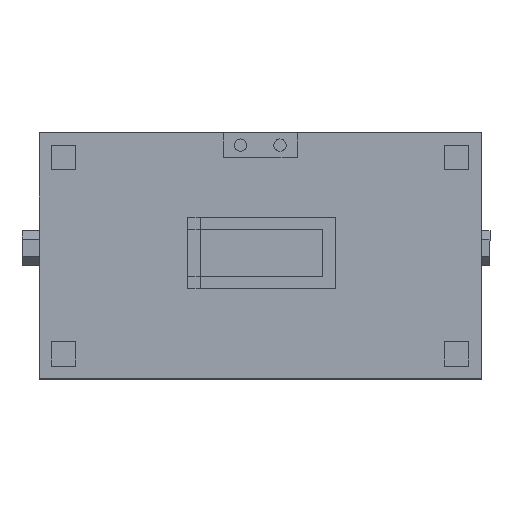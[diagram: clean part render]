
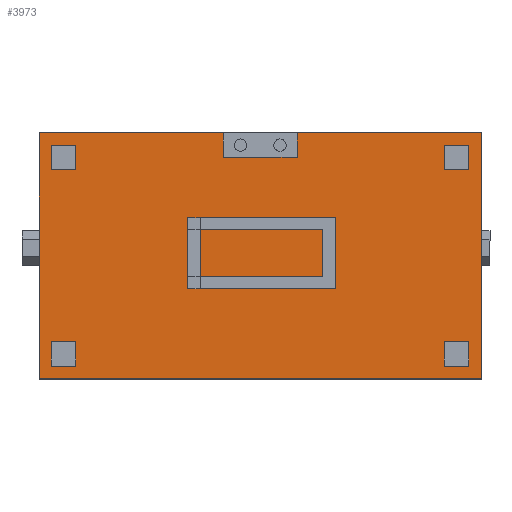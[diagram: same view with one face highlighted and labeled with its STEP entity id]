
A CAD part, top view. The second image highlights one B-rep face of the part: STEP entity #3973.
In plain terms, the highlighted planar face has unit normal (0, 0, 1).
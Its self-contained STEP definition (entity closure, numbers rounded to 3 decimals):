
#114=FACE_BOUND('',#523,.T.);
#115=FACE_BOUND('',#524,.T.);
#116=FACE_BOUND('',#525,.T.);
#117=FACE_BOUND('',#526,.T.);
#118=FACE_BOUND('',#527,.T.);
#273=FACE_OUTER_BOUND('',#522,.T.);
#522=EDGE_LOOP('',(#3185,#3186,#3187,#3188,#3189,#3190,#3191,#3192));
#523=EDGE_LOOP('',(#3193,#3194,#3195,#3196,#3197,#3198,#3199,#3200));
#524=EDGE_LOOP('',(#3201,#3202,#3203,#3204));
#525=EDGE_LOOP('',(#3205,#3206,#3207,#3208));
#526=EDGE_LOOP('',(#3209,#3210,#3211,#3212));
#527=EDGE_LOOP('',(#3213,#3214,#3215,#3216));
#839=LINE('',#5824,#1345);
#870=LINE('',#5883,#1376);
#874=LINE('',#5890,#1380);
#876=LINE('',#5895,#1382);
#881=LINE('',#5903,#1387);
#882=LINE('',#5906,#1388);
#885=LINE('',#5912,#1391);
#888=LINE('',#5917,#1394);
#893=LINE('',#5939,#1399);
#897=LINE('',#5947,#1403);
#900=LINE('',#5953,#1406);
#906=LINE('',#5966,#1412);
#909=LINE('',#5972,#1415);
#912=LINE('',#5978,#1418);
#915=LINE('',#5982,#1421);
#918=LINE('',#5990,#1424);
#921=LINE('',#5996,#1427);
#924=LINE('',#6002,#1430);
#927=LINE('',#6006,#1433);
#930=LINE('',#6014,#1436);
#933=LINE('',#6020,#1439);
#936=LINE('',#6026,#1442);
#939=LINE('',#6030,#1445);
#942=LINE('',#6038,#1448);
#945=LINE('',#6044,#1451);
#948=LINE('',#6050,#1454);
#951=LINE('',#6054,#1457);
#954=LINE('',#6062,#1460);
#957=LINE('',#6067,#1463);
#958=LINE('',#6069,#1464);
#961=LINE('',#6075,#1467);
#964=LINE('',#6079,#1470);
#1345=VECTOR('',#4747,10.);
#1376=VECTOR('',#4802,10.);
#1380=VECTOR('',#4808,10.);
#1382=VECTOR('',#4812,10.);
#1387=VECTOR('',#4819,10.);
#1388=VECTOR('',#4822,10.);
#1391=VECTOR('',#4827,10.);
#1394=VECTOR('',#4832,10.);
#1399=VECTOR('',#4859,10.);
#1403=VECTOR('',#4865,10.);
#1406=VECTOR('',#4870,10.);
#1412=VECTOR('',#4880,10.);
#1415=VECTOR('',#4885,10.);
#1418=VECTOR('',#4890,10.);
#1421=VECTOR('',#4895,10.);
#1424=VECTOR('',#4900,10.);
#1427=VECTOR('',#4905,10.);
#1430=VECTOR('',#4910,10.);
#1433=VECTOR('',#4915,10.);
#1436=VECTOR('',#4920,10.);
#1439=VECTOR('',#4925,10.);
#1442=VECTOR('',#4930,10.);
#1445=VECTOR('',#4935,10.);
#1448=VECTOR('',#4940,10.);
#1451=VECTOR('',#4945,10.);
#1454=VECTOR('',#4950,10.);
#1457=VECTOR('',#4955,10.);
#1460=VECTOR('',#4960,10.);
#1463=VECTOR('',#4965,10.);
#1464=VECTOR('',#4966,10.);
#1467=VECTOR('',#4971,10.);
#1470=VECTOR('',#4976,10.);
#1795=VERTEX_POINT('',#5821);
#1796=VERTEX_POINT('',#5823);
#1812=VERTEX_POINT('',#5881);
#1814=VERTEX_POINT('',#5888);
#1815=VERTEX_POINT('',#5892);
#1816=VERTEX_POINT('',#5894);
#1819=VERTEX_POINT('',#5905);
#1821=VERTEX_POINT('',#5911);
#1827=VERTEX_POINT('',#5937);
#1828=VERTEX_POINT('',#5938);
#1831=VERTEX_POINT('',#5946);
#1833=VERTEX_POINT('',#5952);
#1837=VERTEX_POINT('',#5963);
#1838=VERTEX_POINT('',#5965);
#1840=VERTEX_POINT('',#5971);
#1842=VERTEX_POINT('',#5977);
#1845=VERTEX_POINT('',#5987);
#1846=VERTEX_POINT('',#5989);
#1848=VERTEX_POINT('',#5995);
#1850=VERTEX_POINT('',#6001);
#1853=VERTEX_POINT('',#6011);
#1854=VERTEX_POINT('',#6013);
#1856=VERTEX_POINT('',#6019);
#1858=VERTEX_POINT('',#6025);
#1861=VERTEX_POINT('',#6035);
#1862=VERTEX_POINT('',#6037);
#1864=VERTEX_POINT('',#6043);
#1866=VERTEX_POINT('',#6049);
#1869=VERTEX_POINT('',#6059);
#1870=VERTEX_POINT('',#6061);
#1872=VERTEX_POINT('',#6068);
#1874=VERTEX_POINT('',#6074);
#2221=EDGE_CURVE('',#1796,#1795,#839,.T.);
#2252=EDGE_CURVE('',#1795,#1812,#870,.T.);
#2256=EDGE_CURVE('',#1812,#1814,#874,.T.);
#2258=EDGE_CURVE('',#1816,#1815,#876,.T.);
#2263=EDGE_CURVE('',#1815,#1796,#881,.T.);
#2264=EDGE_CURVE('',#1814,#1819,#882,.T.);
#2267=EDGE_CURVE('',#1819,#1821,#885,.T.);
#2270=EDGE_CURVE('',#1821,#1816,#888,.T.);
#2279=EDGE_CURVE('',#1827,#1828,#893,.T.);
#2283=EDGE_CURVE('',#1828,#1831,#897,.T.);
#2286=EDGE_CURVE('',#1833,#1827,#900,.T.);
#2292=EDGE_CURVE('',#1838,#1837,#906,.T.);
#2295=EDGE_CURVE('',#1840,#1838,#909,.T.);
#2298=EDGE_CURVE('',#1842,#1840,#912,.T.);
#2301=EDGE_CURVE('',#1837,#1842,#915,.T.);
#2304=EDGE_CURVE('',#1846,#1845,#918,.T.);
#2307=EDGE_CURVE('',#1848,#1846,#921,.T.);
#2310=EDGE_CURVE('',#1850,#1848,#924,.T.);
#2313=EDGE_CURVE('',#1845,#1850,#927,.T.);
#2316=EDGE_CURVE('',#1854,#1853,#930,.T.);
#2319=EDGE_CURVE('',#1856,#1854,#933,.T.);
#2322=EDGE_CURVE('',#1858,#1856,#936,.T.);
#2325=EDGE_CURVE('',#1853,#1858,#939,.T.);
#2328=EDGE_CURVE('',#1862,#1861,#942,.T.);
#2331=EDGE_CURVE('',#1864,#1862,#945,.T.);
#2334=EDGE_CURVE('',#1866,#1864,#948,.T.);
#2337=EDGE_CURVE('',#1861,#1866,#951,.T.);
#2340=EDGE_CURVE('',#1870,#1869,#954,.T.);
#2343=EDGE_CURVE('',#1831,#1870,#957,.T.);
#2344=EDGE_CURVE('',#1872,#1833,#958,.T.);
#2347=EDGE_CURVE('',#1874,#1872,#961,.T.);
#2350=EDGE_CURVE('',#1869,#1874,#964,.T.);
#3185=ORIENTED_EDGE('',*,*,#2283,.T.);
#3186=ORIENTED_EDGE('',*,*,#2343,.T.);
#3187=ORIENTED_EDGE('',*,*,#2340,.T.);
#3188=ORIENTED_EDGE('',*,*,#2350,.T.);
#3189=ORIENTED_EDGE('',*,*,#2347,.T.);
#3190=ORIENTED_EDGE('',*,*,#2344,.T.);
#3191=ORIENTED_EDGE('',*,*,#2286,.T.);
#3192=ORIENTED_EDGE('',*,*,#2279,.T.);
#3193=ORIENTED_EDGE('',*,*,#2258,.T.);
#3194=ORIENTED_EDGE('',*,*,#2263,.T.);
#3195=ORIENTED_EDGE('',*,*,#2221,.T.);
#3196=ORIENTED_EDGE('',*,*,#2252,.T.);
#3197=ORIENTED_EDGE('',*,*,#2256,.T.);
#3198=ORIENTED_EDGE('',*,*,#2264,.T.);
#3199=ORIENTED_EDGE('',*,*,#2267,.T.);
#3200=ORIENTED_EDGE('',*,*,#2270,.T.);
#3201=ORIENTED_EDGE('',*,*,#2298,.T.);
#3202=ORIENTED_EDGE('',*,*,#2295,.T.);
#3203=ORIENTED_EDGE('',*,*,#2292,.T.);
#3204=ORIENTED_EDGE('',*,*,#2301,.T.);
#3205=ORIENTED_EDGE('',*,*,#2310,.T.);
#3206=ORIENTED_EDGE('',*,*,#2307,.T.);
#3207=ORIENTED_EDGE('',*,*,#2304,.T.);
#3208=ORIENTED_EDGE('',*,*,#2313,.T.);
#3209=ORIENTED_EDGE('',*,*,#2322,.T.);
#3210=ORIENTED_EDGE('',*,*,#2319,.T.);
#3211=ORIENTED_EDGE('',*,*,#2316,.T.);
#3212=ORIENTED_EDGE('',*,*,#2325,.T.);
#3213=ORIENTED_EDGE('',*,*,#2334,.T.);
#3214=ORIENTED_EDGE('',*,*,#2331,.T.);
#3215=ORIENTED_EDGE('',*,*,#2328,.T.);
#3216=ORIENTED_EDGE('',*,*,#2337,.T.);
#3759=PLANE('',#4237);
#3973=ADVANCED_FACE('',(#273,#114,#115,#116,#117,#118),#3759,.T.);
#4237=AXIS2_PLACEMENT_3D('',#6080,#4977,#4978);
#4747=DIRECTION('',(0.,1.,0.));
#4802=DIRECTION('',(-1.,0.,0.));
#4808=DIRECTION('',(0.,1.,0.));
#4812=DIRECTION('',(0.,1.,0.));
#4819=DIRECTION('',(1.,0.,0.));
#4822=DIRECTION('',(1.,0.,0.));
#4827=DIRECTION('',(0.,-1.,0.));
#4832=DIRECTION('',(-1.,0.,0.));
#4859=DIRECTION('',(-1.,0.,0.));
#4865=DIRECTION('',(0.,1.,0.));
#4870=DIRECTION('',(0.,-1.,0.));
#4880=DIRECTION('',(0.,-1.,0.));
#4885=DIRECTION('',(1.,0.,0.));
#4890=DIRECTION('',(0.,1.,0.));
#4895=DIRECTION('',(-1.,0.,0.));
#4900=DIRECTION('',(0.,-1.,0.));
#4905=DIRECTION('',(1.,0.,0.));
#4910=DIRECTION('',(0.,1.,0.));
#4915=DIRECTION('',(-1.,0.,0.));
#4920=DIRECTION('',(0.,-1.,0.));
#4925=DIRECTION('',(1.,0.,0.));
#4930=DIRECTION('',(0.,1.,0.));
#4935=DIRECTION('',(-1.,0.,0.));
#4940=DIRECTION('',(0.,-1.,0.));
#4945=DIRECTION('',(1.,0.,0.));
#4950=DIRECTION('',(0.,1.,0.));
#4955=DIRECTION('',(-1.,0.,0.));
#4960=DIRECTION('',(0.,-1.,0.));
#4965=DIRECTION('',(-1.,0.,0.));
#4966=DIRECTION('',(-1.,0.,0.));
#4971=DIRECTION('',(0.,1.,0.));
#4976=DIRECTION('',(1.,0.,0.));
#4977=DIRECTION('center_axis',(0.,0.,1.));
#4978=DIRECTION('ref_axis',(1.,0.,0.));
#5821=CARTESIAN_POINT('',(25.5,10.5,160.));
#5823=CARTESIAN_POINT('',(25.5,-8.5,160.));
#5824=CARTESIAN_POINT('',(25.5,5.25,160.));
#5881=CARTESIAN_POINT('',(-24.5,10.5,160.));
#5883=CARTESIAN_POINT('',(-12.25,10.5,160.));
#5888=CARTESIAN_POINT('',(-24.5,15.5,160.));
#5890=CARTESIAN_POINT('',(-24.5,7.75,160.));
#5892=CARTESIAN_POINT('',(-24.5,-8.5,160.));
#5894=CARTESIAN_POINT('',(-24.5,-13.5,160.));
#5895=CARTESIAN_POINT('',(-24.5,-4.25,160.));
#5903=CARTESIAN_POINT('',(12.75,-8.5,160.));
#5905=CARTESIAN_POINT('',(30.5,15.5,160.));
#5906=CARTESIAN_POINT('',(15.25,15.5,160.));
#5911=CARTESIAN_POINT('',(30.5,-13.5,160.));
#5912=CARTESIAN_POINT('',(30.5,-6.75,160.));
#5917=CARTESIAN_POINT('',(-12.25,-13.5,160.));
#5937=CARTESIAN_POINT('',(15.,40.,160.));
#5938=CARTESIAN_POINT('',(-15.,40.,160.));
#5939=CARTESIAN_POINT('',(-7.5,40.,160.));
#5946=CARTESIAN_POINT('',(-15.,50.,160.));
#5947=CARTESIAN_POINT('',(-15.,25.,160.));
#5952=CARTESIAN_POINT('',(15.,50.,160.));
#5953=CARTESIAN_POINT('',(15.,20.,160.));
#5963=CARTESIAN_POINT('',(84.85,-44.95,160.));
#5965=CARTESIAN_POINT('',(84.85,-35.05,160.));
#5966=CARTESIAN_POINT('',(84.85,-17.525,160.));
#5971=CARTESIAN_POINT('',(74.95,-35.05,160.));
#5972=CARTESIAN_POINT('',(37.475,-35.05,160.));
#5977=CARTESIAN_POINT('',(74.95,-44.95,160.));
#5978=CARTESIAN_POINT('',(74.95,-22.475,160.));
#5982=CARTESIAN_POINT('',(42.425,-44.95,160.));
#5987=CARTESIAN_POINT('',(84.85,35.05,160.));
#5989=CARTESIAN_POINT('',(84.85,44.95,160.));
#5990=CARTESIAN_POINT('',(84.85,22.475,160.));
#5995=CARTESIAN_POINT('',(74.95,44.95,160.));
#5996=CARTESIAN_POINT('',(37.475,44.95,160.));
#6001=CARTESIAN_POINT('',(74.95,35.05,160.));
#6002=CARTESIAN_POINT('',(74.95,17.525,160.));
#6006=CARTESIAN_POINT('',(42.425,35.05,160.));
#6011=CARTESIAN_POINT('',(-75.15,-44.95,160.));
#6013=CARTESIAN_POINT('',(-75.15,-35.05,160.));
#6014=CARTESIAN_POINT('',(-75.15,-17.525,160.));
#6019=CARTESIAN_POINT('',(-85.05,-35.05,160.));
#6020=CARTESIAN_POINT('',(-42.525,-35.05,160.));
#6025=CARTESIAN_POINT('',(-85.05,-44.95,160.));
#6026=CARTESIAN_POINT('',(-85.05,-22.475,160.));
#6030=CARTESIAN_POINT('',(-37.575,-44.95,160.));
#6035=CARTESIAN_POINT('',(-75.15,35.05,160.));
#6037=CARTESIAN_POINT('',(-75.15,44.95,160.));
#6038=CARTESIAN_POINT('',(-75.15,22.475,160.));
#6043=CARTESIAN_POINT('',(-85.05,44.95,160.));
#6044=CARTESIAN_POINT('',(-42.525,44.95,160.));
#6049=CARTESIAN_POINT('',(-85.05,35.05,160.));
#6050=CARTESIAN_POINT('',(-85.05,17.525,160.));
#6054=CARTESIAN_POINT('',(-37.575,35.05,160.));
#6059=CARTESIAN_POINT('',(-90.,-50.,160.));
#6061=CARTESIAN_POINT('',(-90.,50.,160.));
#6062=CARTESIAN_POINT('',(-90.,-50.,160.));
#6067=CARTESIAN_POINT('',(-90.,50.,160.));
#6068=CARTESIAN_POINT('',(90.,50.,160.));
#6069=CARTESIAN_POINT('',(-90.,50.,160.));
#6074=CARTESIAN_POINT('',(90.,-50.,160.));
#6075=CARTESIAN_POINT('',(90.,50.,160.));
#6079=CARTESIAN_POINT('',(90.,-50.,160.));
#6080=CARTESIAN_POINT('Origin',(0.,0.,160.));
